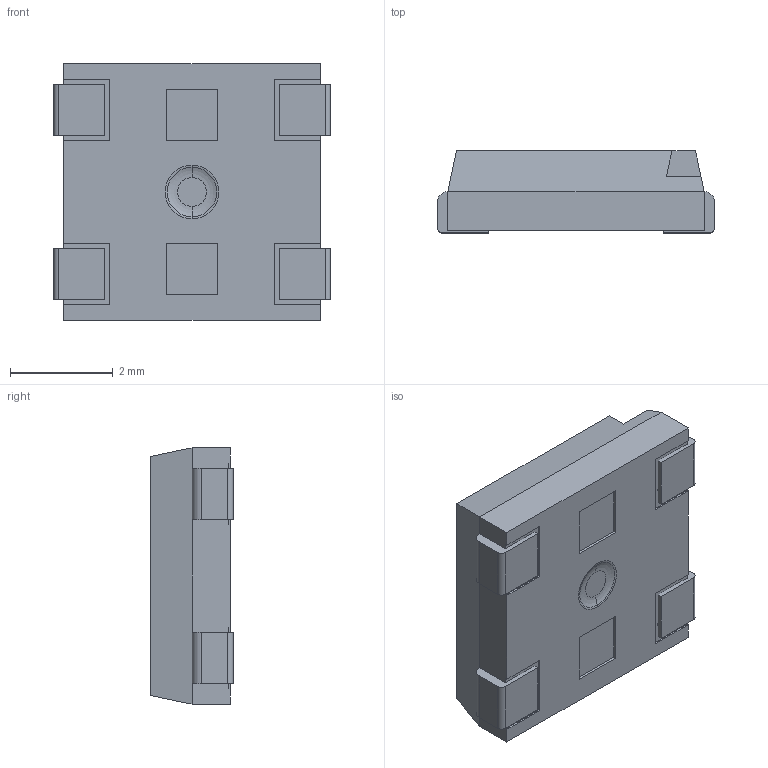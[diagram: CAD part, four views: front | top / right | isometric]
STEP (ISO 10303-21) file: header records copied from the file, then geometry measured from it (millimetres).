
FILE_DESCRIPTION (( 'STEP AP214' ), '1' );
FILE_NAME ('2758.STEP', '2021-12-05T15:26:18', ( '' ), ( '' ), 'SwSTEP 2.0', 'SolidWorks 2017', '' );
FILE_SCHEMA (( 'AUTOMOTIVE_DESIGN' ));
Length unit declared in the file: millimetre
Products named in the file (1): 2758
Bounding box: 5.4 x 1.6 x 5 mm (x, y, z)
Volume: 38 mm3; surface area: 133.6 mm2
Topology: 6 solids, 6 shells, 90 faces, 216 edges, 142 vertices
Faces by surface type: plane 74, cylinder 8, cone 4, torus 4
Entity records: 2665 total; most frequent: CARTESIAN_POINT 449, DIRECTION 432, ORIENTED_EDGE 432, EDGE_CURVE 216, VECTOR 182, LINE 182, VERTEX_POINT 142, AXIS2_PLACEMENT_3D 125
